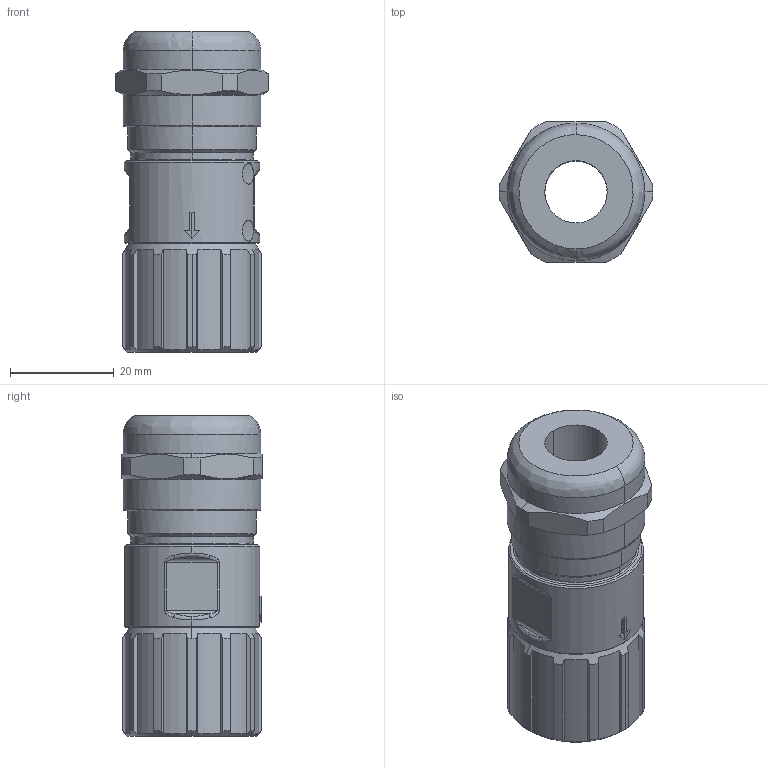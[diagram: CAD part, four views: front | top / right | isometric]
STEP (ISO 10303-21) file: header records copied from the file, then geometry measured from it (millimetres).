
FILE_DESCRIPTION(('CATIA V5 STEP Exchange','CAx-IF Rec.Pracs.--- Model Styling and Organization---1.4--- 2014-01-23'),'2;1');
FILE_NAME ('029560-3_0_1995840000_1995840000.stp','2020-04-17T05:57:33+00:00',('none'),('Weidmueller'),'CATIA Version 5-6 Release 2016 SP3 HF44','CATIA V5 STEP AP214','none');
FILE_SCHEMA(('AUTOMOTIVE_DESIGN { 1 0 10303 214 1 1 1 1 }'));
Length unit declared in the file: millimetre
Products named in the file (1): 1995840000
Bounding box: 29.5 x 27 x 61.77 mm (x, y, z)
Volume: 22533.7 mm3; surface area: 10085.5 mm2
Topology: 1 solids, 1 shells, 200 faces, 566 edges, 379 vertices
Faces by surface type: cylinder 69, bspline 59, plane 54, cone 18
Entity records: 7605 total; most frequent: CARTESIAN_POINT 3264, ORIENTED_EDGE 1132, EDGE_CURVE 566, DIRECTION 543, VERTEX_POINT 379, AXIS2_PLACEMENT_3D 264, B_SPLINE_CURVE_WITH_KNOTS 223, EDGE_LOOP 213
